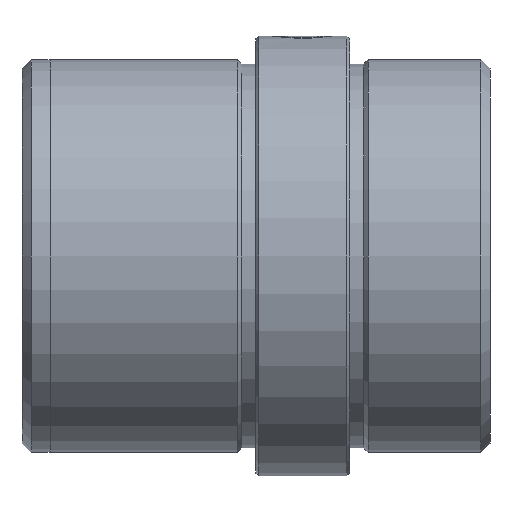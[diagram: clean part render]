
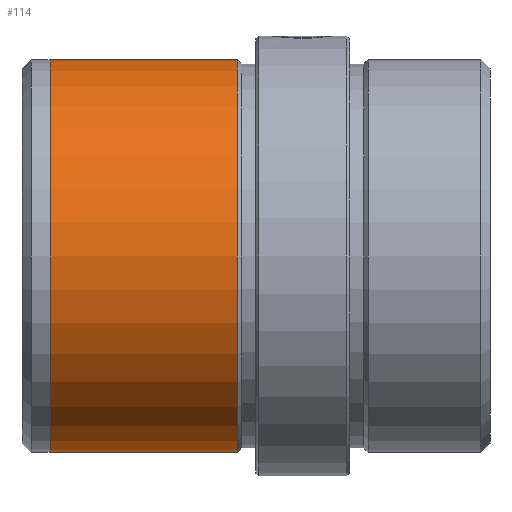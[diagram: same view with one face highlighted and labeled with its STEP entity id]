
A CAD part, left-side view. The second image highlights one B-rep face of the part: STEP entity #114.
In plain terms, the highlighted cylindrical face has radius 21 mm (diameter 42 mm), a partial arc.
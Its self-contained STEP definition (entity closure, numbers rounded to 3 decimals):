
#17 = AXIS2_PLACEMENT_3D ( 'NONE', #576, #422, #1722 ) ;
#71 = EDGE_CURVE ( 'NONE', #1802, #553, #883, .T. ) ;
#85 = DIRECTION ( 'NONE',  ( 0., -1., 0. ) ) ;
#114 = ADVANCED_FACE ( 'NONE', ( #788 ), #1975, .T. ) ;
#230 = AXIS2_PLACEMENT_3D ( 'NONE', #1575, #598, #1743 ) ;
#318 = LINE ( 'NONE', #523, #1945 ) ;
#368 = CARTESIAN_POINT ( 'NONE',  ( 0., 47., -21. ) ) ;
#392 = CIRCLE ( 'NONE', #230, 21. ) ;
#422 = DIRECTION ( 'NONE',  ( 0., -1., 0. ) ) ;
#426 = CARTESIAN_POINT ( 'NONE',  ( 0., 27., 0. ) ) ;
#523 = CARTESIAN_POINT ( 'NONE',  ( 0., 0., 21. ) ) ;
#553 = VERTEX_POINT ( 'NONE', #2098 ) ;
#576 = CARTESIAN_POINT ( 'NONE',  ( 0., 0., 0. ) ) ;
#580 = DIRECTION ( 'NONE',  ( 0., 0., -1. ) ) ;
#598 = DIRECTION ( 'NONE',  ( 0., -1., 0. ) ) ;
#788 = FACE_OUTER_BOUND ( 'NONE', #1515, .T. ) ;
#794 = VERTEX_POINT ( 'NONE', #1084 ) ;
#806 = ORIENTED_EDGE ( 'NONE', *, *, #1319, .F. ) ;
#827 = ORIENTED_EDGE ( 'NONE', *, *, #954, .T. ) ;
#837 = ORIENTED_EDGE ( 'NONE', *, *, #71, .T. ) ;
#883 = LINE ( 'NONE', #1071, #2081 ) ;
#954 = EDGE_CURVE ( 'NONE', #2011, #1802, #392, .T. ) ;
#989 = ORIENTED_EDGE ( 'NONE', *, *, #1928, .F. ) ;
#1071 = CARTESIAN_POINT ( 'NONE',  ( 0., 0., -21. ) ) ;
#1084 = CARTESIAN_POINT ( 'NONE',  ( 0., 27., 21. ) ) ;
#1089 = CIRCLE ( 'NONE', #2093, 21. ) ;
#1319 = EDGE_CURVE ( 'NONE', #2011, #794, #318, .T. ) ;
#1515 = EDGE_LOOP ( 'NONE', ( #806, #827, #837, #989 ) ) ;
#1558 = DIRECTION ( 'NONE',  ( 0., -1., 0. ) ) ;
#1575 = CARTESIAN_POINT ( 'NONE',  ( 0., 47., 0. ) ) ;
#1722 = DIRECTION ( 'NONE',  ( 0., 0., -1. ) ) ;
#1741 = CARTESIAN_POINT ( 'NONE',  ( 0., 47., 21. ) ) ;
#1743 = DIRECTION ( 'NONE',  ( 0., 0., -1. ) ) ;
#1802 = VERTEX_POINT ( 'NONE', #368 ) ;
#1928 = EDGE_CURVE ( 'NONE', #794, #553, #1089, .T. ) ;
#1945 = VECTOR ( 'NONE', #2003, 1000. ) ;
#1975 = CYLINDRICAL_SURFACE ( 'NONE', #17, 21. ) ;
#2003 = DIRECTION ( 'NONE',  ( 0., -1., 0. ) ) ;
#2011 = VERTEX_POINT ( 'NONE', #1741 ) ;
#2081 = VECTOR ( 'NONE', #85, 1000. ) ;
#2093 = AXIS2_PLACEMENT_3D ( 'NONE', #426, #1558, #580 ) ;
#2098 = CARTESIAN_POINT ( 'NONE',  ( 0., 27., -21. ) ) ;
